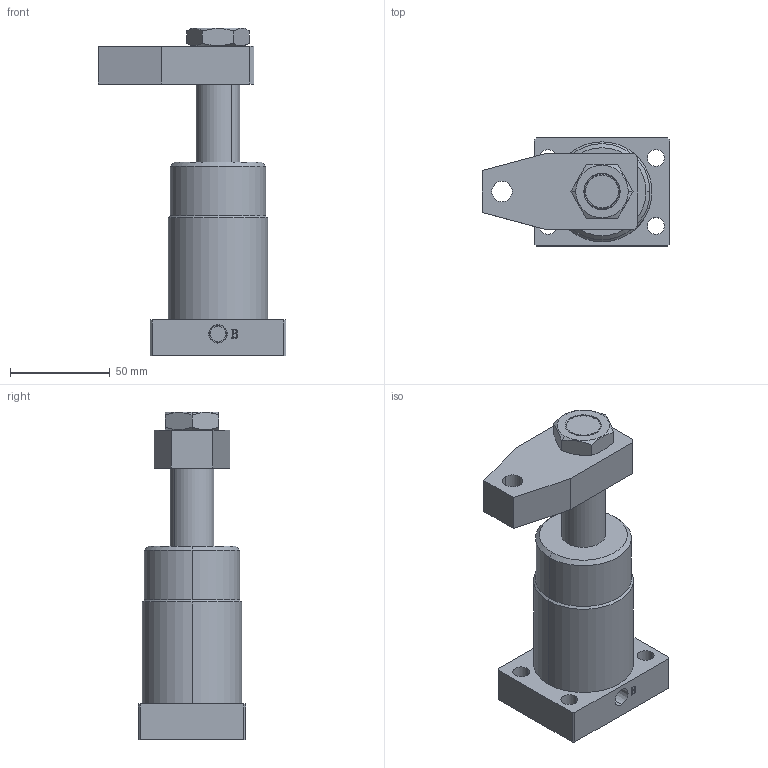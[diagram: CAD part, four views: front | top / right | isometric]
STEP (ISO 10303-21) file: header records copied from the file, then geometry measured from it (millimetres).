
FILE_DESCRIPTION (( 'STEP AP203' ), '1' );
FILE_NAME ('HNFS-32B.STEP', '2019-10-12T07:47:57', ( '微软用户' ), ( '微软中国' ), 'SwSTEP 2.0', 'SolidWorks 2012', '' );
FILE_SCHEMA (( 'CONFIG_CONTROL_DESIGN' ));
Length unit declared in the file: millimetre
Products named in the file (5): HNFS-32A掛极; 32B-S活塞杆; 32等旋; hex thin nuts grades ab gb_GB_FASTENER_NUT_STNABTT  B M18X1.5-N; HNFS-32B
Assembly tree (4 placements, depth 2):
  HNFS-32B
    HNFS-32A掛极
    32B-S活塞杆
    32等旋
    hex thin nuts grades ab gb_GB_FASTENER_NUT_STNABTT  B M18X1.5-N
Bounding box: 94 x 54 x 164 mm (x, y, z)
Volume: 281050.9 mm3; surface area: 45517.8 mm2
Topology: 4 solids, 4 shells, 148 faces, 356 edges, 230 vertices
Faces by surface type: plane 76, cylinder 30, cone 24, bspline 16, torus 2
Entity records: 5679 total; most frequent: CARTESIAN_POINT 1729, ORIENTED_EDGE 712, DIRECTION 682, EDGE_CURVE 356, AXIS2_PLACEMENT_3D 231, VERTEX_POINT 230, VECTOR 220, LINE 220
